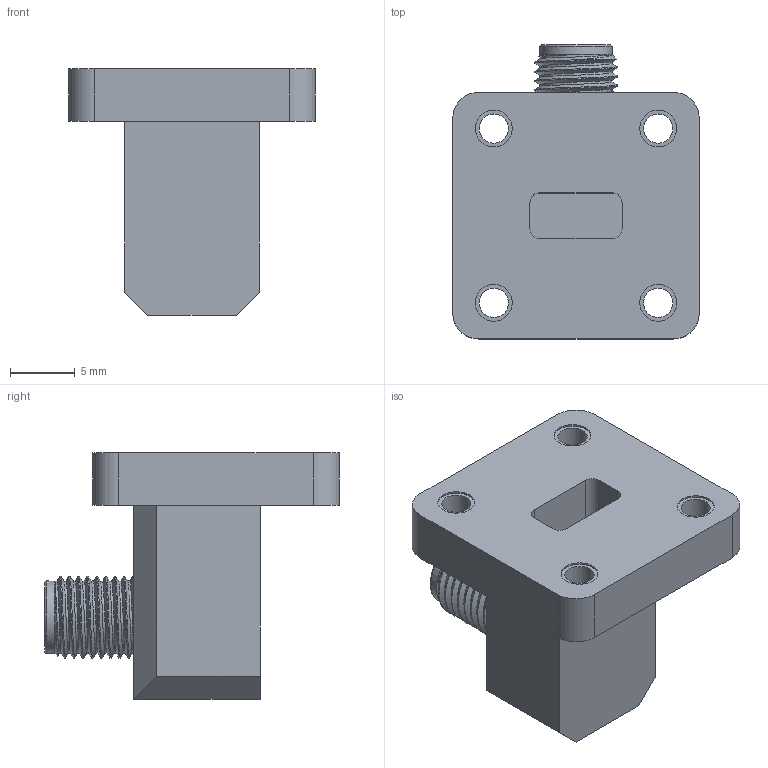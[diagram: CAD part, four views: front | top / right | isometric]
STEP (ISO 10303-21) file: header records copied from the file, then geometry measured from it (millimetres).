
FILE_DESCRIPTION (( 'STEP AP203' ), '1' );
FILE_NAME ('SMW28AC001-KF_3D.step', '2020-06-22T20:25:17', ( '' ), ( '' ), 'SwSTEP 2.0', 'SolidWorks 2018', '' );
FILE_SCHEMA (( 'CONFIG_CONTROL_DESIGN' ));
Length unit declared in the file: inch
Products named in the file (1): SMW28AC001-KF_3D
Bounding box: 19.05 x 22.73 x 19.05 mm (x, y, z)
Volume: 2541.9 mm3; surface area: 2244 mm2
Topology: 1 solids, 1 shells, 74 faces, 174 edges, 116 vertices
Faces by surface type: plane 40, cylinder 26, cone 4, bspline 3, torus 1
Full cylindrical faces by diameter (mm): 0.914 x1, 1.168 x1, 2.261 x4, 2.845 x8, 2.92 x1, 4.572 x1, 5.582 x1
Entity records: 5088 total; most frequent: CARTESIAN_POINT 3394, DIRECTION 336, ORIENTED_EDGE 296, EDGE_CURVE 148, AXIS2_PLACEMENT_3D 133, EDGE_LOOP 115, VERTEX_POINT 109, FACE_OUTER_BOUND 92
